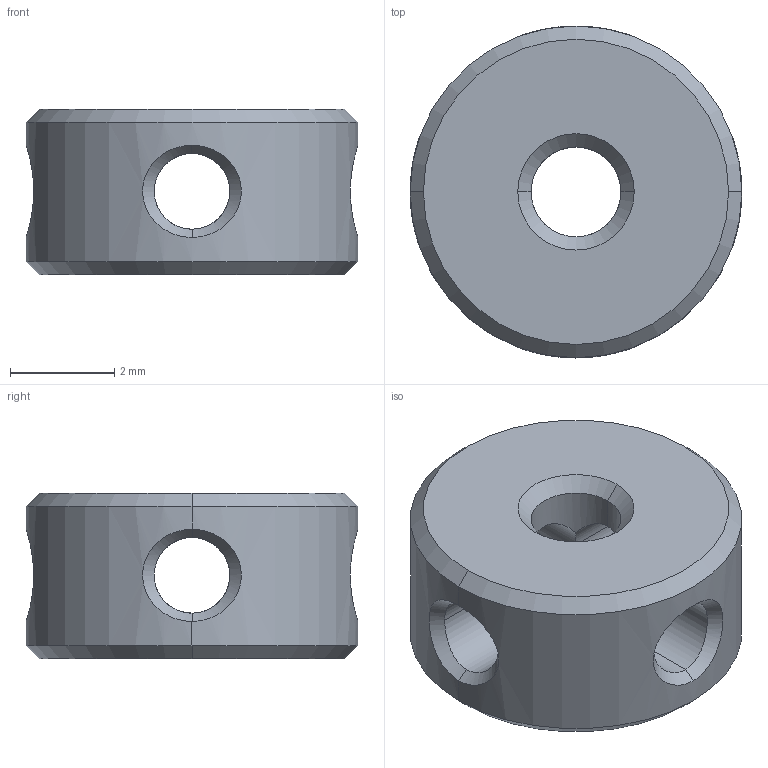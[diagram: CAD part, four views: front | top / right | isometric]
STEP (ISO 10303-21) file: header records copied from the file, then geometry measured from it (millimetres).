
FILE_DESCRIPTION (( 'STEP AP214' ), '1' );
FILE_NAME ('TTN210099-E0W.STEP', '2020-03-09T14:36:51', ( '' ), ( '' ), 'SwSTEP 2.0', 'SolidWorks 2018', '' );
FILE_SCHEMA (( 'AUTOMOTIVE_DESIGN' ));
Length unit declared in the file: inch
Products named in the file (1): TTN210099-E0W
Bounding box: 6.35 x 6.35 x 3.17 mm (x, y, z)
Volume: 75.5 mm3; surface area: 159.5 mm2
Topology: 1 solids, 1 shells, 32 faces, 96 edges, 60 vertices
Faces by surface type: cylinder 14, bspline 8, cone 8, plane 2
Entity records: 5742 total; most frequent: CARTESIAN_POINT 4539, ORIENTED_EDGE 192, DIRECTION 106, EDGE_CURVE 96, VERTEX_POINT 60, B_SPLINE_CURVE_WITH_KNOTS 48, AXIS2_PLACEMENT_3D 41, EDGE_LOOP 36
